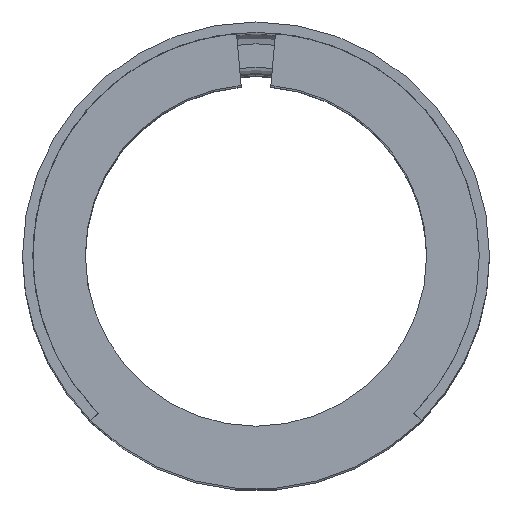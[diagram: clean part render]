
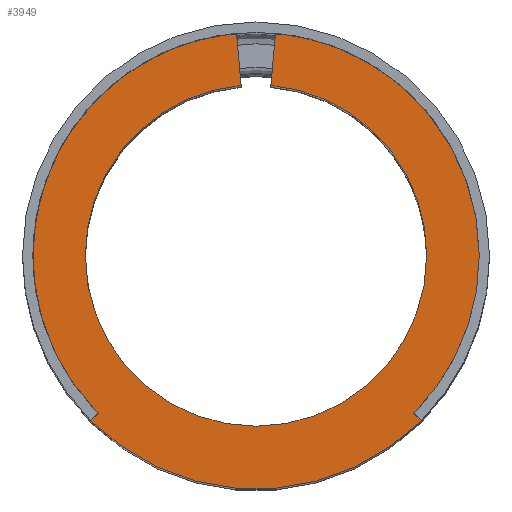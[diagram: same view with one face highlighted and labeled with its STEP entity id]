
A CAD part, top view. The second image highlights one B-rep face of the part: STEP entity #3949.
In plain terms, the highlighted planar face has unit normal (0, 0, 1).
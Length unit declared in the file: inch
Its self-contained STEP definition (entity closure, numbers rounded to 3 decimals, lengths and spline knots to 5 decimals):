
#44 = VERTEX_POINT ( 'NONE', #11792 ) ;
#65 = AXIS2_PLACEMENT_3D ( 'NONE', #2498, #12441, #2426 ) ;
#91 = ORIENTED_EDGE ( 'NONE', *, *, #5600, .T. ) ;
#208 = CARTESIAN_POINT ( 'NONE',  ( 0., 0., 3.01181 ) ) ;
#279 = DIRECTION ( 'NONE',  ( -0.087, 0.996, 0. ) ) ;
#284 = VERTEX_POINT ( 'NONE', #10654 ) ;
#333 = EDGE_CURVE ( 'NONE', #284, #6225, #4963, .T. ) ;
#364 = FACE_OUTER_BOUND ( 'NONE', #545, .T. ) ;
#508 = VERTEX_POINT ( 'NONE', #7605 ) ;
#545 = EDGE_LOOP ( 'NONE', ( #2438, #14212, #3072, #7793, #10662, #4546, #2510, #2566, #9160, #91, #4706 ) ) ;
#638 = CARTESIAN_POINT ( 'NONE',  ( 0., 0., 3.01181 ) ) ;
#800 = DIRECTION ( 'NONE',  ( 1., 0., 0. ) ) ;
#913 = AXIS2_PLACEMENT_3D ( 'NONE', #638, #4139, #800 ) ;
#919 = AXIS2_PLACEMENT_3D ( 'NONE', #7029, #2656, #14082 ) ;
#1080 = VERTEX_POINT ( 'NONE', #6908 ) ;
#1160 = CIRCLE ( 'NONE', #11584, 0.6437 ) ;
#1431 = EDGE_CURVE ( 'NONE', #9240, #5274, #10614, .T. ) ;
#1621 = EDGE_CURVE ( 'NONE', #1080, #508, #4928, .T. ) ;
#1721 = CIRCLE ( 'NONE', #2670, 0.49213 ) ;
#2426 = DIRECTION ( 'NONE',  ( 1., 0., 0. ) ) ;
#2438 = ORIENTED_EDGE ( 'NONE', *, *, #1621, .T. ) ;
#2498 = CARTESIAN_POINT ( 'NONE',  ( 0., 0., 3.01181 ) ) ;
#2510 = ORIENTED_EDGE ( 'NONE', *, *, #13077, .T. ) ;
#2566 = ORIENTED_EDGE ( 'NONE', *, *, #3589, .T. ) ;
#2636 = AXIS2_PLACEMENT_3D ( 'NONE', #208, #13877, #4827 ) ;
#2656 = DIRECTION ( 'NONE',  ( 0., 0., -1. ) ) ;
#2670 = AXIS2_PLACEMENT_3D ( 'NONE', #10912, #3131, #8523 ) ;
#2739 = CARTESIAN_POINT ( 'NONE',  ( -0.42131, -0.42131, 3.01181 ) ) ;
#2913 = CARTESIAN_POINT ( 'NONE',  ( -0.04289, 0.49025, 3.01181 ) ) ;
#3072 = ORIENTED_EDGE ( 'NONE', *, *, #3837, .T. ) ;
#3131 = DIRECTION ( 'NONE',  ( 0., 0., -1. ) ) ;
#3300 = DIRECTION ( 'NONE',  ( 0., 0., 1. ) ) ;
#3407 = LINE ( 'NONE', #6885, #8788 ) ;
#3589 = EDGE_CURVE ( 'NONE', #44, #4781, #14242, .T. ) ;
#3621 = VERTEX_POINT ( 'NONE', #5761 ) ;
#3631 = LINE ( 'NONE', #10303, #12856 ) ;
#3837 = EDGE_CURVE ( 'NONE', #9019, #284, #5723, .T. ) ;
#3949 = ADVANCED_FACE ( 'NONE', ( #364 ), #5041, .T. ) ;
#4139 = DIRECTION ( 'NONE',  ( 0., 0., 1. ) ) ;
#4191 = EDGE_CURVE ( 'NONE', #5794, #4781, #3407, .T. ) ;
#4490 = DIRECTION ( 'NONE',  ( 1., 0., 0. ) ) ;
#4546 = ORIENTED_EDGE ( 'NONE', *, *, #1431, .T. ) ;
#4706 = ORIENTED_EDGE ( 'NONE', *, *, #9073, .T. ) ;
#4781 = VERTEX_POINT ( 'NONE', #5217 ) ;
#4827 = DIRECTION ( 'NONE',  ( 1., 0., 0. ) ) ;
#4928 = LINE ( 'NONE', #7231, #4932 ) ;
#4932 = VECTOR ( 'NONE', #5900, 39.37008 ) ;
#4963 = CIRCLE ( 'NONE', #919, 0.49213 ) ;
#5041 = PLANE ( 'NONE',  #13539 ) ;
#5217 = CARTESIAN_POINT ( 'NONE',  ( 0.47604, -0.47604, 3.01181 ) ) ;
#5274 = VERTEX_POINT ( 'NONE', #13297 ) ;
#5278 = EDGE_CURVE ( 'NONE', #508, #9019, #1721, .T. ) ;
#5600 = EDGE_CURVE ( 'NONE', #5794, #3621, #12859, .T. ) ;
#5723 = CIRCLE ( 'NONE', #2636, 0.49213 ) ;
#5761 = CARTESIAN_POINT ( 'NONE',  ( 0.6437, 0., 3.01181 ) ) ;
#5794 = VERTEX_POINT ( 'NONE', #6627 ) ;
#5900 = DIRECTION ( 'NONE',  ( -0.087, -0.996, 0. ) ) ;
#6225 = VERTEX_POINT ( 'NONE', #2913 ) ;
#6627 = CARTESIAN_POINT ( 'NONE',  ( 0.45517, -0.45517, 3.01181 ) ) ;
#6706 = CARTESIAN_POINT ( 'NONE',  ( 0., 0., 3.01181 ) ) ;
#6885 = CARTESIAN_POINT ( 'NONE',  ( 0.42131, -0.42131, 3.01181 ) ) ;
#6908 = CARTESIAN_POINT ( 'NONE',  ( 0.0561, 0.64125, 3.01181 ) ) ;
#7029 = CARTESIAN_POINT ( 'NONE',  ( 0., 0., 3.01181 ) ) ;
#7231 = CARTESIAN_POINT ( 'NONE',  ( 0.0561, 0.64125, 3.01181 ) ) ;
#7587 = DIRECTION ( 'NONE',  ( 0., 0., 1. ) ) ;
#7605 = CARTESIAN_POINT ( 'NONE',  ( 0.04289, 0.49025, 3.01181 ) ) ;
#7793 = ORIENTED_EDGE ( 'NONE', *, *, #333, .T. ) ;
#8289 = DIRECTION ( 'NONE',  ( 0., 0., 1. ) ) ;
#8523 = DIRECTION ( 'NONE',  ( 1., 0., 0. ) ) ;
#8657 = DIRECTION ( 'NONE',  ( -0.707, -0.707, 0. ) ) ;
#8788 = VECTOR ( 'NONE', #13860, 39.37008 ) ;
#9019 = VERTEX_POINT ( 'NONE', #11232 ) ;
#9073 = EDGE_CURVE ( 'NONE', #3621, #1080, #1160, .T. ) ;
#9160 = ORIENTED_EDGE ( 'NONE', *, *, #4191, .F. ) ;
#9240 = VERTEX_POINT ( 'NONE', #13151 ) ;
#9617 = DIRECTION ( 'NONE',  ( 1., 0., 0. ) ) ;
#10303 = CARTESIAN_POINT ( 'NONE',  ( -0.04877, 0.5574, 3.01181 ) ) ;
#10614 = CIRCLE ( 'NONE', #913, 0.6437 ) ;
#10654 = CARTESIAN_POINT ( 'NONE',  ( -0.49213, 0., 3.01181 ) ) ;
#10662 = ORIENTED_EDGE ( 'NONE', *, *, #14196, .T. ) ;
#10912 = CARTESIAN_POINT ( 'NONE',  ( 0., 0., 3.01181 ) ) ;
#11232 = CARTESIAN_POINT ( 'NONE',  ( 0.49213, 0., 3.01181 ) ) ;
#11584 = AXIS2_PLACEMENT_3D ( 'NONE', #6706, #7587, #14578 ) ;
#11644 = VECTOR ( 'NONE', #8657, 39.37008 ) ;
#11792 = CARTESIAN_POINT ( 'NONE',  ( -0.47604, -0.47604, 3.01181 ) ) ;
#11943 = CARTESIAN_POINT ( 'NONE',  ( -0.04289, 0.49025, 3.01181 ) ) ;
#12441 = DIRECTION ( 'NONE',  ( 0., 0., 1. ) ) ;
#12856 = VECTOR ( 'NONE', #279, 39.37008 ) ;
#12859 = CIRCLE ( 'NONE', #65, 0.6437 ) ;
#12968 = LINE ( 'NONE', #2739, #11644 ) ;
#13077 = EDGE_CURVE ( 'NONE', #5274, #44, #12968, .T. ) ;
#13151 = CARTESIAN_POINT ( 'NONE',  ( -0.0561, 0.64125, 3.01181 ) ) ;
#13297 = CARTESIAN_POINT ( 'NONE',  ( -0.45517, -0.45517, 3.01181 ) ) ;
#13539 = AXIS2_PLACEMENT_3D ( 'NONE', #11943, #8289, #9617 ) ;
#13860 = DIRECTION ( 'NONE',  ( 0.707, -0.707, 0. ) ) ;
#13877 = DIRECTION ( 'NONE',  ( 0., 0., -1. ) ) ;
#14082 = DIRECTION ( 'NONE',  ( 1., 0., 0. ) ) ;
#14196 = EDGE_CURVE ( 'NONE', #6225, #9240, #3631, .T. ) ;
#14212 = ORIENTED_EDGE ( 'NONE', *, *, #5278, .T. ) ;
#14242 = CIRCLE ( 'NONE', #14474, 0.67323 ) ;
#14474 = AXIS2_PLACEMENT_3D ( 'NONE', #14654, #3300, #4490 ) ;
#14578 = DIRECTION ( 'NONE',  ( 1., 0., 0. ) ) ;
#14654 = CARTESIAN_POINT ( 'NONE',  ( 0., 0., 3.01181 ) ) ;
